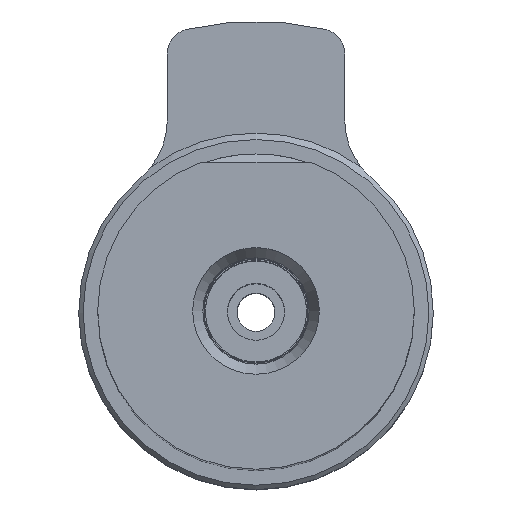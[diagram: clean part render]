
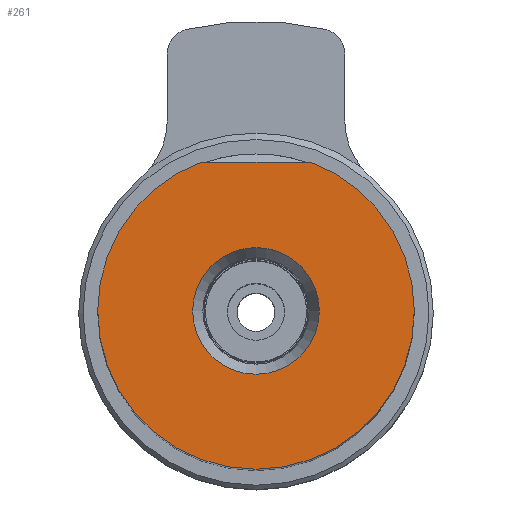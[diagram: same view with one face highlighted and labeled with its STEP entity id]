
A CAD part, top view. The second image highlights one B-rep face of the part: STEP entity #261.
In plain terms, the highlighted planar face has unit normal (0, 0, 1).
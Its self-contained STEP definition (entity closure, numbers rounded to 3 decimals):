
#161=EDGE_CURVE('Unnamed[1]',#403,#403,#404,.T.);
#166=EDGE_CURVE('Unnamed[1]',#333,#411,#412,.T.);
#256=EDGE_CURVE('Unnamed[1]',#333,#411,#539,.T.);
#261=ADVANCED_FACE('Unnamed[1]',(#545,#546),#547,.T.);
#333=VERTEX_POINT('',#626);
#403=VERTEX_POINT('',#766);
#404=CIRCLE('',#767,5.0);
#411=VERTEX_POINT('',#776);
#412=LINE('',#777,#778);
#539=CIRCLE('',#1247,12.5);
#545=FACE_OUTER_BOUND('',#1255,.T.);
#546=FACE_BOUND('',#1256,.T.);
#547=PLANE('',#1257);
#626=CARTESIAN_POINT('',(4.265,11.75,0.));
#766=CARTESIAN_POINT('',(0.,5.0,0.));
#767=AXIS2_PLACEMENT_3D('',#1444,#1445,#1446);
#776=CARTESIAN_POINT('',(-4.265,11.75,0.));
#777=CARTESIAN_POINT('',(0.,11.75,0.));
#778=VECTOR('',#1456,1.0);
#1247=AXIS2_PLACEMENT_3D('',#1596,#1597,#1598);
#1255=EDGE_LOOP('',(#1603,#1604));
#1256=EDGE_LOOP('',(#1605));
#1257=AXIS2_PLACEMENT_3D('',#1606,#1607,#1608);
#1444=CARTESIAN_POINT('',(0.,0.,0.));
#1445=DIRECTION('',(0.,0.,-1.0));
#1446=DIRECTION('',(0.,1.0,0.));
#1456=DIRECTION('',(-1.0,0.,0.));
#1596=CARTESIAN_POINT('',(0.,0.,0.));
#1597=DIRECTION('',(0.,0.,-1.0));
#1598=DIRECTION('',(0.,1.0,0.));
#1603=ORIENTED_EDGE('',*,*,#166,.T.);
#1604=ORIENTED_EDGE('',*,*,#256,.F.);
#1605=ORIENTED_EDGE('',*,*,#161,.T.);
#1606=CARTESIAN_POINT('',(0.,8.75,0.));
#1607=DIRECTION('',(0.,0.,1.0));
#1608=DIRECTION('',(0.,-1.0,0.));
